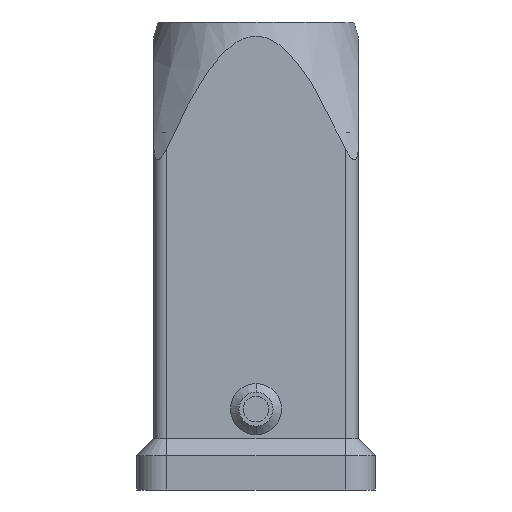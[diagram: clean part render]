
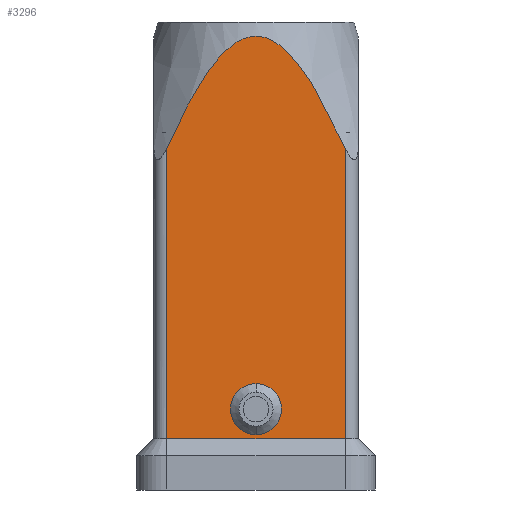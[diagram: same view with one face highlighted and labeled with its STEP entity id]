
A CAD part, front view. The second image highlights one B-rep face of the part: STEP entity #3296.
In plain terms, the highlighted planar face has unit normal (0, -1, 0).
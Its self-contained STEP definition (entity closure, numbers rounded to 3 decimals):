
#367=CARTESIAN_POINT('',(0.0,-12.,12.5));
#368=VERTEX_POINT('',#367);
#384=CARTESIAN_POINT('',(0.,-12.,6.5));
#385=VERTEX_POINT('',#384);
#392=CARTESIAN_POINT('',(0.0,-12.,9.5));
#393=DIRECTION('',(0.0,1.0,0.0));
#394=DIRECTION('',(0.0,0.0,1.0));
#395=AXIS2_PLACEMENT_3D('',#392,#393,#394);
#396=CIRCLE('',#395,3.);
#397=EDGE_CURVE('',#368,#385,#396,.T.);
#2336=CARTESIAN_POINT('',(0.0,-12.,9.5));
#2337=DIRECTION('',(0.0,1.0,0.0));
#2338=DIRECTION('',(0.0,0.0,1.0));
#2339=AXIS2_PLACEMENT_3D('',#2336,#2337,#2338);
#2340=CIRCLE('',#2339,3.);
#2341=EDGE_CURVE('',#385,#368,#2340,.T.);
#3207=CARTESIAN_POINT('',(-10.5,-12.,40.183));
#3208=VERTEX_POINT('',#3207);
#3226=CARTESIAN_POINT('',(10.5,-12.,40.183));
#3227=VERTEX_POINT('',#3226);
#3228=CARTESIAN_POINT('',(10.5,-12.,40.183));
#3229=CARTESIAN_POINT('',(0.,-12.,63.23));
#3230=CARTESIAN_POINT('',(-10.5,-12.,40.183));
#3238=(BOUNDED_CURVE()B_SPLINE_CURVE(2,(#3228,#3229,#3230),.UNSPECIFIED.,.F.,.U.)B_SPLINE_CURVE_WITH_KNOTS((3,3),(0.29,4.175),.UNSPECIFIED.)CURVE()GEOMETRIC_REPRESENTATION_ITEM()RATIONAL_B_SPLINE_CURVE((1.056,1.403,1.056))REPRESENTATION_ITEM(''));
#3239=EDGE_CURVE('',#3227,#3208,#3238,.T.);
#3262=CARTESIAN_POINT('',(10.5,-12.,0.0));
#3263=DIRECTION('',(0.0,-1.0,0.0));
#3264=DIRECTION('',(0.0,0.0,-1.0));
#3265=AXIS2_PLACEMENT_3D('',#3262,#3263,#3264);
#3266=PLANE('',#3265);
#3267=ORIENTED_EDGE('',*,*,#3239,.T.);
#3268=CARTESIAN_POINT('',(-10.5,-12.,6.));
#3269=VERTEX_POINT('',#3268);
#3270=CARTESIAN_POINT('',(-10.5,-12.,6.));
#3271=DIRECTION('',(0.0,0.0,1.0));
#3272=VECTOR('',#3271,34.183);
#3273=LINE('',#3270,#3272);
#3274=EDGE_CURVE('',#3269,#3208,#3273,.T.);
#3275=ORIENTED_EDGE('',*,*,#3274,.F.);
#3276=CARTESIAN_POINT('',(10.5,-12.,6.));
#3277=VERTEX_POINT('',#3276);
#3278=CARTESIAN_POINT('',(10.5,-12.,6.));
#3279=DIRECTION('',(-1.0,0.0,0.0));
#3280=VECTOR('',#3279,21.0);
#3281=LINE('',#3278,#3280);
#3282=EDGE_CURVE('',#3277,#3269,#3281,.T.);
#3283=ORIENTED_EDGE('',*,*,#3282,.F.);
#3284=CARTESIAN_POINT('',(10.5,-12.,6.));
#3285=DIRECTION('',(0.0,0.0,1.0));
#3286=VECTOR('',#3285,34.183);
#3287=LINE('',#3284,#3286);
#3288=EDGE_CURVE('',#3277,#3227,#3287,.T.);
#3289=ORIENTED_EDGE('',*,*,#3288,.T.);
#3290=EDGE_LOOP('',(#3267,#3275,#3283,#3289));
#3291=FACE_OUTER_BOUND('',#3290,.T.);
#3292=ORIENTED_EDGE('',*,*,#397,.T.);
#3293=ORIENTED_EDGE('',*,*,#2341,.T.);
#3294=EDGE_LOOP('',(#3292,#3293));
#3295=FACE_BOUND('',#3294,.T.);
#3296=ADVANCED_FACE('',(#3291,#3295),#3266,.T.);
